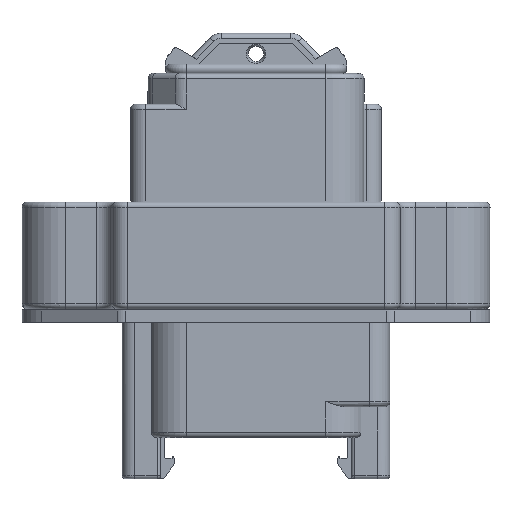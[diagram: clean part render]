
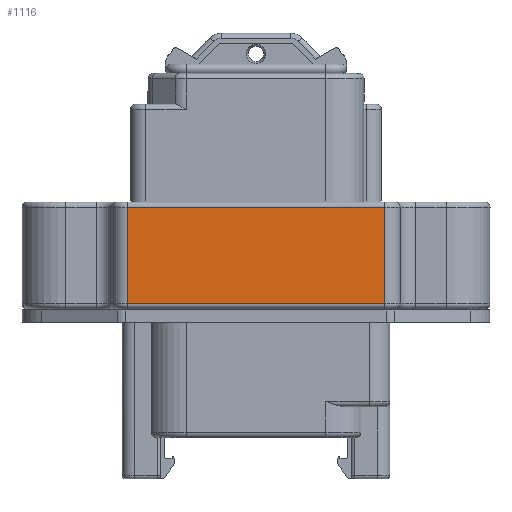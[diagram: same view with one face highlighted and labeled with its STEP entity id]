
A CAD part, front view. The second image highlights one B-rep face of the part: STEP entity #1116.
In plain terms, the highlighted planar face has unit normal (0, -1, 0).
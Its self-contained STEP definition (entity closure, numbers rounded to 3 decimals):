
#1116=ADVANCED_FACE('',(#2589),#2590,.T.);
#2589=FACE_OUTER_BOUND('',#4589,.T.);
#2590=PLANE('',#4590);
#4589=EDGE_LOOP('',(#9042,#9043,#9044,#9045));
#4590=AXIS2_PLACEMENT_3D('',#9046,#9047,#9048);
#9042=ORIENTED_EDGE('',*,*,#13412,.F.);
#9043=ORIENTED_EDGE('',*,*,#13413,.T.);
#9044=ORIENTED_EDGE('',*,*,#13409,.T.);
#9045=ORIENTED_EDGE('',*,*,#13174,.T.);
#9046=CARTESIAN_POINT('',(36.75,0.,21.7));
#9047=DIRECTION('',(0.0,-1.0,0.0));
#9048=DIRECTION('',(0.0,0.0,-1.0));
#13174=EDGE_CURVE('',#15877,#15889,#15891,.T.);
#13409=EDGE_CURVE('',#16217,#15877,#16218,.T.);
#13412=EDGE_CURVE('',#16221,#15889,#16222,.T.);
#13413=EDGE_CURVE('',#16221,#16217,#16223,.T.);
#15877=VERTEX_POINT('',#20233);
#15889=VERTEX_POINT('',#20249);
#15891=LINE('',#20251,#20252);
#16217=VERTEX_POINT('',#20906);
#16218=LINE('',#20907,#20908);
#16221=VERTEX_POINT('',#20911);
#16222=LINE('',#20912,#20913);
#16223=LINE('',#20914,#20915);
#20233=CARTESIAN_POINT('',(10.25,0.0,17.));
#20249=CARTESIAN_POINT('',(35.25,0.,17.));
#20251=CARTESIAN_POINT('',(22.75,0.,17.));
#20252=VECTOR('',#25002,1.0);
#20906=CARTESIAN_POINT('',(10.25,0.,26.4));
#20907=CARTESIAN_POINT('',(10.25,0.,19.1));
#20908=VECTOR('',#25267,1.0);
#20911=CARTESIAN_POINT('',(35.25,0.,26.4));
#20912=CARTESIAN_POINT('',(35.25,0.,19.1));
#20913=VECTOR('',#25271,1.0);
#20914=CARTESIAN_POINT('',(22.75,0.,26.4));
#20915=VECTOR('',#25272,1.0);
#25002=DIRECTION('',(1.0,0.0,0.0));
#25267=DIRECTION('',(0.0,0.0,-1.0));
#25271=DIRECTION('',(0.0,0.0,-1.0));
#25272=DIRECTION('',(-1.0,0.0,0.0));
